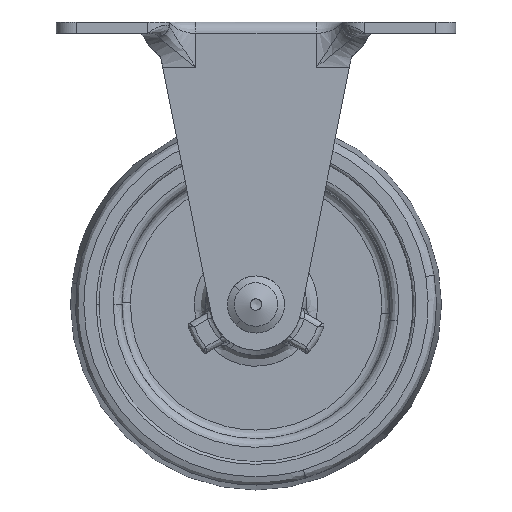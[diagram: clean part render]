
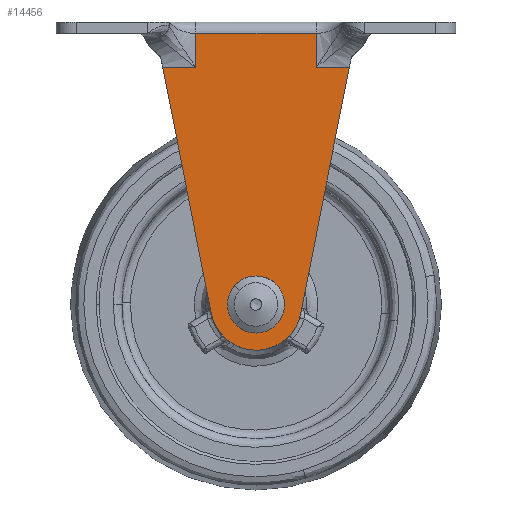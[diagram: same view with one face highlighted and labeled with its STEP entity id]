
A CAD part, front view. The second image highlights one B-rep face of the part: STEP entity #14456.
In plain terms, the highlighted free-form (B-spline) face has degree [1, 1] with [2, 2] control points.
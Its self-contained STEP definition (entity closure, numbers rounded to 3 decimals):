
#10001=CARTESIAN_POINT('',(2.329,-15.0,7.267));
#10002=VERTEX_POINT('',#10001);
#10008=CARTESIAN_POINT('',(0.0,-15.0,8.25));
#10009=VERTEX_POINT('',#10008);
#10010=CARTESIAN_POINT('',(0.0,-15.0,8.25));
#10011=CARTESIAN_POINT('',(0.216,-15.,8.25));
#10012=CARTESIAN_POINT('',(0.676,-15.,8.204));
#10013=CARTESIAN_POINT('',(1.505,-15.,7.937));
#10014=CARTESIAN_POINT('',(2.046,-15.,7.558));
#10015=CARTESIAN_POINT('',(2.329,-15.0,7.267));
#10016=B_SPLINE_CURVE_WITH_KNOTS('',3,(#10010,#10011,#10012,#10013,#10014,#10015),.UNSPECIFIED.,.F.,.U.,(4,1,1,4),(0.,0.649,1.38,2.597),.UNSPECIFIED.);
#10017=EDGE_CURVE('',#10009,#10002,#10016,.T.);
#10019=CARTESIAN_POINT('',(-3.25,-15.0,5.));
#10020=VERTEX_POINT('',#10019);
#10021=CARTESIAN_POINT('',(-3.25,-15.0,5.));
#10022=CARTESIAN_POINT('',(-3.25,-15.0,5.239));
#10023=CARTESIAN_POINT('',(-3.185,-15.0,5.824));
#10024=CARTESIAN_POINT('',(-2.885,-15.0,6.574));
#10025=CARTESIAN_POINT('',(-2.392,-15.,7.24));
#10026=CARTESIAN_POINT('',(-1.763,-15.,7.782));
#10027=CARTESIAN_POINT('',(-0.931,-15.0,8.163));
#10028=CARTESIAN_POINT('',(-0.292,-15.,8.25));
#10029=CARTESIAN_POINT('',(0.0,-15.0,8.25));
#10030=B_SPLINE_CURVE_WITH_KNOTS('',3,(#10021,#10022,#10023,#10024,#10025,#10026,#10027,#10028,#10029),.UNSPECIFIED.,.F.,.U.,(4,1,1,1,1,1,4),(0.,0.718,1.755,2.393,3.191,4.228,5.105),.UNSPECIFIED.);
#10031=EDGE_CURVE('',#10020,#10009,#10030,.T.);
#10033=CARTESIAN_POINT('',(0.0,-15.0,1.75));
#10034=VERTEX_POINT('',#10033);
#10035=CARTESIAN_POINT('',(0.0,-15.0,1.75));
#10036=CARTESIAN_POINT('',(-0.186,-15.0,1.75));
#10037=CARTESIAN_POINT('',(-0.665,-15.,1.791));
#10038=CARTESIAN_POINT('',(-1.33,-15.0,2.002));
#10039=CARTESIAN_POINT('',(-1.949,-15.,2.373));
#10040=CARTESIAN_POINT('',(-2.384,-15.0,2.767));
#10041=CARTESIAN_POINT('',(-2.761,-15.0,3.251));
#10042=CARTESIAN_POINT('',(-3.131,-15.,3.963));
#10043=CARTESIAN_POINT('',(-3.25,-15.,4.601));
#10044=CARTESIAN_POINT('',(-3.25,-15.0,5.));
#10045=B_SPLINE_CURVE_WITH_KNOTS('',3,(#10035,#10036,#10037,#10038,#10039,#10040,#10041,#10042,#10043,#10044),.UNSPECIFIED.,.F.,.U.,(4,1,1,1,1,1,1,4),(0.,0.558,1.436,2.074,2.712,3.191,3.909,5.105),.UNSPECIFIED.);
#10046=EDGE_CURVE('',#10034,#10020,#10045,.T.);
#10048=CARTESIAN_POINT('',(2.396,-15.0,2.804));
#10049=VERTEX_POINT('',#10048);
#10050=CARTESIAN_POINT('',(2.396,-15.0,2.804));
#10051=CARTESIAN_POINT('',(2.112,-15.,2.494));
#10052=CARTESIAN_POINT('',(1.628,-15.,2.138));
#10053=CARTESIAN_POINT('',(0.786,-15.0,1.819));
#10054=CARTESIAN_POINT('',(0.309,-15.0,1.75));
#10055=CARTESIAN_POINT('',(0.0,-15.0,1.75));
#10056=B_SPLINE_CURVE_WITH_KNOTS('',3,(#10050,#10051,#10052,#10053,#10054,#10055),.UNSPECIFIED.,.F.,.U.,(4,1,1,4),(0.,1.263,1.768,2.694),.UNSPECIFIED.);
#10057=EDGE_CURVE('',#10049,#10034,#10056,.T.);
#10140=CARTESIAN_POINT('',(3.25,-15.0,5.));
#10141=VERTEX_POINT('',#10140);
#10142=CARTESIAN_POINT('',(3.25,-15.0,5.));
#10143=CARTESIAN_POINT('',(3.25,-15.0,4.674));
#10144=CARTESIAN_POINT('',(3.162,-15.,4.096));
#10145=CARTESIAN_POINT('',(2.834,-15.,3.356));
#10146=CARTESIAN_POINT('',(2.549,-15.,2.971));
#10147=CARTESIAN_POINT('',(2.396,-15.0,2.804));
#10148=B_SPLINE_CURVE_WITH_KNOTS('',3,(#10142,#10143,#10144,#10145,#10146,#10147),.UNSPECIFIED.,.F.,.U.,(4,1,1,4),(0.,0.979,1.733,2.411),.UNSPECIFIED.);
#10149=EDGE_CURVE('',#10141,#10049,#10148,.T.);
#10151=CARTESIAN_POINT('',(2.329,-15.0,7.267));
#10152=CARTESIAN_POINT('',(2.566,-15.0,7.023));
#10153=CARTESIAN_POINT('',(2.886,-15.,6.569));
#10154=CARTESIAN_POINT('',(3.184,-15.,5.784));
#10155=CARTESIAN_POINT('',(3.25,-15.,5.287));
#10156=CARTESIAN_POINT('',(3.25,-15.0,5.));
#10157=B_SPLINE_CURVE_WITH_KNOTS('',3,(#10151,#10152,#10153,#10154,#10155,#10156),.UNSPECIFIED.,.F.,.U.,(4,1,1,4),(0.,1.019,1.646,2.508),.UNSPECIFIED.);
#10158=EDGE_CURVE('',#10002,#10141,#10157,.T.);
#11735=CARTESIAN_POINT('',(10.515,-15.0,46.5));
#11736=VERTEX_POINT('',#11735);
#11945=CARTESIAN_POINT('',(-10.515,-15.,46.5));
#11946=VERTEX_POINT('',#11945);
#13254=CARTESIAN_POINT('',(-10.515,-15.,52.5));
#13255=VERTEX_POINT('',#13254);
#13324=CARTESIAN_POINT('',(10.515,-15.0,52.5));
#13325=VERTEX_POINT('',#13324);
#13345=CARTESIAN_POINT('',(10.515,-15.0,52.5));
#13346=CARTESIAN_POINT('',(-10.515,-15.,52.5));
#13347=QUASI_UNIFORM_CURVE('',1,(#13345,#13346),.UNSPECIFIED.,.F.,.U.);
#13348=EDGE_CURVE('',#13325,#13255,#13347,.T.);
#13930=CARTESIAN_POINT('',(-10.515,-15.,46.5));
#13931=CARTESIAN_POINT('',(-10.515,-15.,52.5));
#13932=QUASI_UNIFORM_CURVE('',1,(#13930,#13931),.UNSPECIFIED.,.F.,.U.);
#13933=EDGE_CURVE('',#11946,#13255,#13932,.T.);
#13953=CARTESIAN_POINT('',(10.515,-15.0,46.5));
#13954=CARTESIAN_POINT('',(10.515,-15.0,52.5));
#13955=QUASI_UNIFORM_CURVE('',1,(#13953,#13954),.UNSPECIFIED.,.F.,.U.);
#13956=EDGE_CURVE('',#11736,#13325,#13955,.T.);
#14390=CARTESIAN_POINT('',(-17.965,-15.0,-5.772));
#14391=CARTESIAN_POINT('',(-17.965,-15.0,55.272));
#14392=CARTESIAN_POINT('',(17.965,-15.0,-5.772));
#14393=CARTESIAN_POINT('',(17.965,-15.0,55.272));
#14394=B_SPLINE_SURFACE_WITH_KNOTS('',1,1,((#14390,#14392),(#14391,#14393)),.UNSPECIFIED.,.F.,.F.,.U.,(2,2),(2,2),(0.0,61.044),(0.0,35.931),.UNSPECIFIED.);
#14395=ORIENTED_EDGE('',*,*,#13956,.T.);
#14396=ORIENTED_EDGE('',*,*,#13348,.T.);
#14397=ORIENTED_EDGE('',*,*,#13933,.F.);
#14398=CARTESIAN_POINT('',(-16.334,-15.0,46.5));
#14399=VERTEX_POINT('',#14398);
#14400=CARTESIAN_POINT('',(-16.334,-15.0,46.5));
#14401=CARTESIAN_POINT('',(-10.515,-15.,46.5));
#14402=QUASI_UNIFORM_CURVE('',1,(#14400,#14401),.UNSPECIFIED.,.F.,.U.);
#14403=EDGE_CURVE('',#14399,#11946,#14402,.T.);
#14404=ORIENTED_EDGE('',*,*,#14403,.F.);
#14405=CARTESIAN_POINT('',(-7.849,-15.0,3.453));
#14406=VERTEX_POINT('',#14405);
#14407=CARTESIAN_POINT('',(-16.334,-15.0,46.5));
#14408=CARTESIAN_POINT('',(-7.849,-15.0,3.453));
#14409=QUASI_UNIFORM_CURVE('',1,(#14407,#14408),.UNSPECIFIED.,.F.,.U.);
#14410=EDGE_CURVE('',#14399,#14406,#14409,.T.);
#14411=ORIENTED_EDGE('',*,*,#14410,.T.);
#14412=CARTESIAN_POINT('',(7.847,-15.0,3.443));
#14413=VERTEX_POINT('',#14412);
#14414=CARTESIAN_POINT('',(7.847,-15.0,3.443));
#14415=CARTESIAN_POINT('',(7.708,-15.,2.74));
#14416=CARTESIAN_POINT('',(7.36,-15.,1.728));
#14417=CARTESIAN_POINT('',(6.549,-15.,0.34));
#14418=CARTESIAN_POINT('',(5.663,-15.,-0.722));
#14419=CARTESIAN_POINT('',(4.523,-15.,-1.647));
#14420=CARTESIAN_POINT('',(3.168,-15.,-2.404));
#14421=CARTESIAN_POINT('',(1.877,-15.,-2.819));
#14422=CARTESIAN_POINT('',(0.484,-15.,-3.014));
#14423=CARTESIAN_POINT('',(-1.012,-15.,-3.005));
#14424=CARTESIAN_POINT('',(-2.532,-15.,-2.647));
#14425=CARTESIAN_POINT('',(-3.915,-15.,-2.011));
#14426=CARTESIAN_POINT('',(-4.973,-15.,-1.317));
#14427=CARTESIAN_POINT('',(-6.107,-15.,-0.255));
#14428=CARTESIAN_POINT('',(-7.203,-15.,1.302));
#14429=CARTESIAN_POINT('',(-7.694,-15.,2.666));
#14430=CARTESIAN_POINT('',(-7.849,-15.0,3.453));
#14431=B_SPLINE_CURVE_WITH_KNOTS('',3,(#14414,#14415,#14416,#14417,#14418,#14419,#14420,#14421,#14422,#14423,#14424,#14425,#14426,#14427,#14428,#14429,#14430),.UNSPECIFIED.,.F.,.U.,(4,1,1,1,1,1,1,1,1,1,1,1,1,1,4),(0.,2.149,3.181,4.814,6.276,7.565,9.457,10.317,11.778,13.927,14.959,16.334,17.71,19.601,22.009),.UNSPECIFIED.);
#14432=EDGE_CURVE('',#14413,#14406,#14431,.T.);
#14433=ORIENTED_EDGE('',*,*,#14432,.F.);
#14434=CARTESIAN_POINT('',(16.334,-15.0,46.5));
#14435=VERTEX_POINT('',#14434);
#14436=CARTESIAN_POINT('',(7.847,-15.0,3.443));
#14437=CARTESIAN_POINT('',(16.334,-15.0,46.5));
#14438=QUASI_UNIFORM_CURVE('',1,(#14436,#14437),.UNSPECIFIED.,.F.,.U.);
#14439=EDGE_CURVE('',#14413,#14435,#14438,.T.);
#14440=ORIENTED_EDGE('',*,*,#14439,.T.);
#14441=CARTESIAN_POINT('',(10.515,-15.0,46.5));
#14442=CARTESIAN_POINT('',(16.334,-15.0,46.5));
#14443=QUASI_UNIFORM_CURVE('',1,(#14441,#14442),.UNSPECIFIED.,.F.,.U.);
#14444=EDGE_CURVE('',#11736,#14435,#14443,.T.);
#14445=ORIENTED_EDGE('',*,*,#14444,.F.);
#14446=EDGE_LOOP('',(#14395,#14396,#14397,#14404,#14411,#14433,#14440,#14445));
#14447=FACE_OUTER_BOUND('',#14446,.T.);
#14448=ORIENTED_EDGE('',*,*,#10046,.T.);
#14449=ORIENTED_EDGE('',*,*,#10031,.T.);
#14450=ORIENTED_EDGE('',*,*,#10017,.T.);
#14451=ORIENTED_EDGE('',*,*,#10158,.T.);
#14452=ORIENTED_EDGE('',*,*,#10149,.T.);
#14453=ORIENTED_EDGE('',*,*,#10057,.T.);
#14454=EDGE_LOOP('',(#14448,#14449,#14450,#14451,#14452,#14453));
#14455=FACE_BOUND('',#14454,.T.);
#14456=ADVANCED_FACE('',(#14447,#14455),#14394,.F.);
